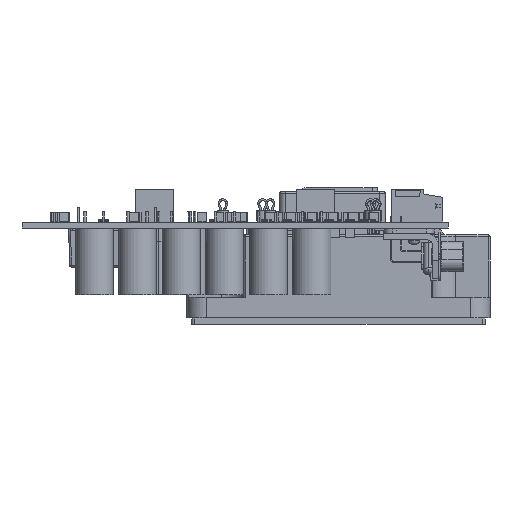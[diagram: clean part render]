
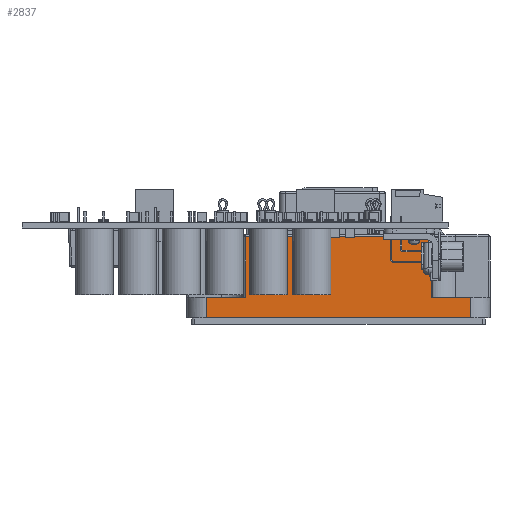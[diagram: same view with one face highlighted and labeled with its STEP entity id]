
A CAD part, front view. The second image highlights one B-rep face of the part: STEP entity #2837.
In plain terms, the highlighted face is planar.
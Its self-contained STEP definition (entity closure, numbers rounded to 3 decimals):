
#1922 = VERTEX_POINT('',#1923);
#1923 = CARTESIAN_POINT('',(-1.27,73.66,1.676));
#1930 = EDGE_CURVE('',#1922,#1931,#1933,.T.);
#1931 = VERTEX_POINT('',#1932);
#1932 = CARTESIAN_POINT('',(-1.27,73.66,7.112));
#1933 = LINE('',#1934,#1935);
#1934 = CARTESIAN_POINT('',(-1.27,73.66,1.676));
#1935 = VECTOR('',#1936,1.);
#1936 = DIRECTION('',(0.,0.,1.));
#2026 = VERTEX_POINT('',#2027);
#2027 = CARTESIAN_POINT('',(-1.27,3.81,1.676));
#2045 = VERTEX_POINT('',#2046);
#2046 = CARTESIAN_POINT('',(-1.27,3.81,7.112));
#2053 = EDGE_CURVE('',#2045,#2026,#2054,.T.);
#2054 = LINE('',#2055,#2056);
#2055 = CARTESIAN_POINT('',(-1.27,3.81,1.676));
#2056 = VECTOR('',#2057,1.);
#2057 = DIRECTION('',(0.,0.,-1.));
#2783 = EDGE_CURVE('',#2784,#1931,#2786,.T.);
#2784 = VERTEX_POINT('',#2785);
#2785 = CARTESIAN_POINT('',(-1.27,63.17,7.112));
#2786 = LINE('',#2787,#2788);
#2787 = CARTESIAN_POINT('',(-1.27,74.23,7.112));
#2788 = VECTOR('',#2789,1.);
#2789 = DIRECTION('',(0.,1.,0.));
#2837 = ADVANCED_FACE('',(#2838),#2879,.T.);
#2838 = FACE_BOUND('',#2839,.T.);
#2839 = EDGE_LOOP('',(#2840,#2841,#2847,#2848,#2856,#2864,#2872,#2878));
#2840 = ORIENTED_EDGE('',*,*,#1930,.F.);
#2841 = ORIENTED_EDGE('',*,*,#2842,.T.);
#2842 = EDGE_CURVE('',#1922,#2026,#2843,.T.);
#2843 = LINE('',#2844,#2845);
#2844 = CARTESIAN_POINT('',(-1.27,78.74,1.676));
#2845 = VECTOR('',#2846,1.);
#2846 = DIRECTION('',(0.,-1.,0.));
#2847 = ORIENTED_EDGE('',*,*,#2053,.F.);
#2848 = ORIENTED_EDGE('',*,*,#2849,.T.);
#2849 = EDGE_CURVE('',#2045,#2850,#2852,.T.);
#2850 = VERTEX_POINT('',#2851);
#2851 = CARTESIAN_POINT('',(-1.27,14.3,7.112));
#2852 = LINE('',#2853,#2854);
#2853 = CARTESIAN_POINT('',(-1.27,43.244,7.112));
#2854 = VECTOR('',#2855,1.);
#2855 = DIRECTION('',(0.,1.,0.));
#2856 = ORIENTED_EDGE('',*,*,#2857,.F.);
#2857 = EDGE_CURVE('',#2858,#2850,#2860,.T.);
#2858 = VERTEX_POINT('',#2859);
#2859 = CARTESIAN_POINT('',(-1.27,14.3,23.114));
#2860 = LINE('',#2861,#2862);
#2861 = CARTESIAN_POINT('',(-1.27,14.3,12.649));
#2862 = VECTOR('',#2863,1.);
#2863 = DIRECTION('',(0.,0.,-1.));
#2864 = ORIENTED_EDGE('',*,*,#2865,.F.);
#2865 = EDGE_CURVE('',#2866,#2858,#2868,.T.);
#2866 = VERTEX_POINT('',#2867);
#2867 = CARTESIAN_POINT('',(-1.27,63.17,23.114));
#2868 = LINE('',#2869,#2870);
#2869 = CARTESIAN_POINT('',(-1.27,58.738,23.114));
#2870 = VECTOR('',#2871,1.);
#2871 = DIRECTION('',(0.,-1.,0.));
#2872 = ORIENTED_EDGE('',*,*,#2873,.F.);
#2873 = EDGE_CURVE('',#2784,#2866,#2874,.T.);
#2874 = LINE('',#2875,#2876);
#2875 = CARTESIAN_POINT('',(-1.27,63.17,12.649));
#2876 = VECTOR('',#2877,1.);
#2877 = DIRECTION('',(0.,0.,1.));
#2878 = ORIENTED_EDGE('',*,*,#2783,.T.);
#2879 = PLANE('',#2880);
#2880 = AXIS2_PLACEMENT_3D('',#2881,#2882,#2883);
#2881 = CARTESIAN_POINT('',(-1.27,78.74,1.676));
#2882 = DIRECTION('',(-1.,0.,0.));
#2883 = DIRECTION('',(0.,-1.,0.));
